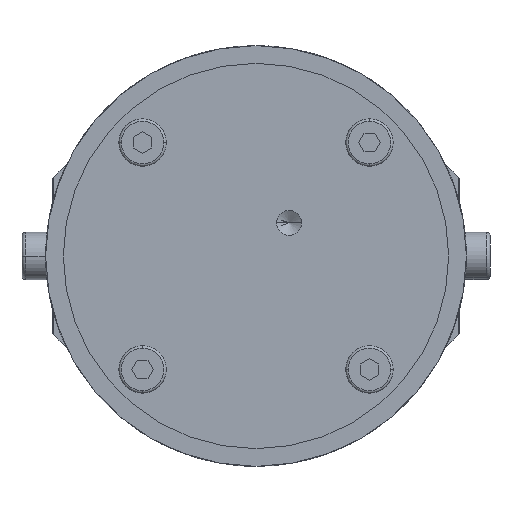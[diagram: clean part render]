
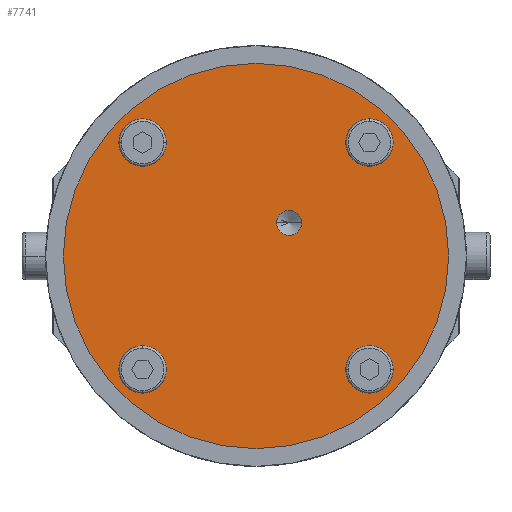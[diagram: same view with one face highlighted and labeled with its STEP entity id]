
A CAD part, front view. The second image highlights one B-rep face of the part: STEP entity #7741.
In plain terms, the highlighted face is planar.
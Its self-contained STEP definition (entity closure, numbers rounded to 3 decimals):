
#548 = EDGE_CURVE ( 'NONE', #11062, #11058, #6577, .T. ) ;
#677 = EDGE_CURVE ( 'NONE', #11093, #11092, #5256, .T. ) ;
#752 = EDGE_CURVE ( 'NONE', #11056, #11068, #8375, .T. ) ;
#3419 = CARTESIAN_POINT ( 'NONE',  ( 0., 0., 0.2 ) ) ;
#3420 = DIRECTION ( 'NONE',  ( 0., 0., -1. ) ) ;
#3421 = DIRECTION ( 'NONE',  ( 1., 0., 0. ) ) ;
#5248 = AXIS2_PLACEMENT_3D ( 'NONE', #3419, #3420, #3421 ) ;
#5256 = CIRCLE ( 'NONE', #5248, 81.5 ) ;
#5384 = AXIS2_PLACEMENT_3D ( 'NONE', #11556, #11557, #11558 ) ;
#5428 = CIRCLE ( 'NONE', #5384, 5.25 ) ;
#5639 = CARTESIAN_POINT ( 'NONE',  ( -14., 14., 0.2 ) ) ;
#5640 = DIRECTION ( 'NONE',  ( 0., 0., -1. ) ) ;
#5641 = DIRECTION ( 'NONE',  ( 1., 0., 0. ) ) ;
#6206 = AXIS2_PLACEMENT_3D ( 'NONE', #12246, #12247, #12248 ) ;
#6214 = CIRCLE ( 'NONE', #6206, 7.75 ) ;
#6354 = AXIS2_PLACEMENT_3D ( 'NONE', #9296, #9304, #9305 ) ;
#6561 = AXIS2_PLACEMENT_3D ( 'NONE', #14178, #14179, #14180 ) ;
#6577 = CIRCLE ( 'NONE', #6561, 7.75 ) ;
#7741 = ADVANCED_FACE ( 'NONE', ( #9297, #9302, #9288 ), #9303, .F. ) ;
#7860 = EDGE_CURVE ( 'NONE', #11068, #11056, #5428, .T. ) ;
#8026 = EDGE_CURVE ( 'NONE', #11058, #11062, #6214, .T. ) ;
#8375 = CIRCLE ( 'NONE', #8380, 5.25 ) ;
#8380 = AXIS2_PLACEMENT_3D ( 'NONE', #5639, #5640, #5641 ) ;
#9288 = FACE_BOUND ( 'NONE', #11360, .T. ) ;
#9296 = CARTESIAN_POINT ( 'NONE',  ( -89., 81.5, 0.2 ) ) ;
#9297 = FACE_OUTER_BOUND ( 'NONE', #11332, .T. ) ;
#9302 = FACE_BOUND ( 'NONE', #11286, .T. ) ;
#9303 = PLANE ( 'NONE',  #6354 ) ;
#9304 = DIRECTION ( 'NONE',  ( 0., 0., 1. ) ) ;
#9305 = DIRECTION ( 'NONE',  ( 1., 0., 0. ) ) ;
#9792 = CARTESIAN_POINT ( 'NONE',  ( -19.25, 14., 0.2 ) ) ;
#9793 = CARTESIAN_POINT ( 'NONE',  ( 55.75, 48., 0.2 ) ) ;
#9801 = CARTESIAN_POINT ( 'NONE',  ( 40.25, 48., 0.2 ) ) ;
#9807 = CARTESIAN_POINT ( 'NONE',  ( -8.75, 14., 0.2 ) ) ;
#9831 = CARTESIAN_POINT ( 'NONE',  ( -81.5, 0., 0.2 ) ) ;
#9832 = CARTESIAN_POINT ( 'NONE',  ( 81.5, 0., 0.2 ) ) ;
#10426 = CARTESIAN_POINT ( 'NONE',  ( 0., 0., 0.2 ) ) ;
#10427 = DIRECTION ( 'NONE',  ( 0., 0., -1. ) ) ;
#10428 = DIRECTION ( 'NONE',  ( 1., 0., 0. ) ) ;
#11056 = VERTEX_POINT ( 'NONE', #9792 ) ;
#11058 = VERTEX_POINT ( 'NONE', #9793 ) ;
#11062 = VERTEX_POINT ( 'NONE', #9801 ) ;
#11068 = VERTEX_POINT ( 'NONE', #9807 ) ;
#11092 = VERTEX_POINT ( 'NONE', #9831 ) ;
#11093 = VERTEX_POINT ( 'NONE', #9832 ) ;
#11286 = EDGE_LOOP ( 'NONE', ( #13218, #13219 ) ) ;
#11332 = EDGE_LOOP ( 'NONE', ( #13216, #13217 ) ) ;
#11360 = EDGE_LOOP ( 'NONE', ( #13220, #13221 ) ) ;
#11556 = CARTESIAN_POINT ( 'NONE',  ( -14., 14., 0.2 ) ) ;
#11557 = DIRECTION ( 'NONE',  ( 0., 0., -1. ) ) ;
#11558 = DIRECTION ( 'NONE',  ( 1., 0., 0. ) ) ;
#12246 = CARTESIAN_POINT ( 'NONE',  ( 48., 48., 0.2 ) ) ;
#12247 = DIRECTION ( 'NONE',  ( 0., 0., -1. ) ) ;
#12248 = DIRECTION ( 'NONE',  ( 1., 0., 0. ) ) ;
#13216 = ORIENTED_EDGE ( 'NONE', *, *, #15278, .T. ) ;
#13217 = ORIENTED_EDGE ( 'NONE', *, *, #677, .T. ) ;
#13218 = ORIENTED_EDGE ( 'NONE', *, *, #548, .F. ) ;
#13219 = ORIENTED_EDGE ( 'NONE', *, *, #8026, .F. ) ;
#13220 = ORIENTED_EDGE ( 'NONE', *, *, #752, .F. ) ;
#13221 = ORIENTED_EDGE ( 'NONE', *, *, #7860, .F. ) ;
#14178 = CARTESIAN_POINT ( 'NONE',  ( 48., 48., 0.2 ) ) ;
#14179 = DIRECTION ( 'NONE',  ( 0., 0., -1. ) ) ;
#14180 = DIRECTION ( 'NONE',  ( 1., 0., 0. ) ) ;
#15069 = AXIS2_PLACEMENT_3D ( 'NONE', #10426, #10427, #10428 ) ;
#15146 = CIRCLE ( 'NONE', #15069, 81.5 ) ;
#15278 = EDGE_CURVE ( 'NONE', #11092, #11093, #15146, .T. ) ;
